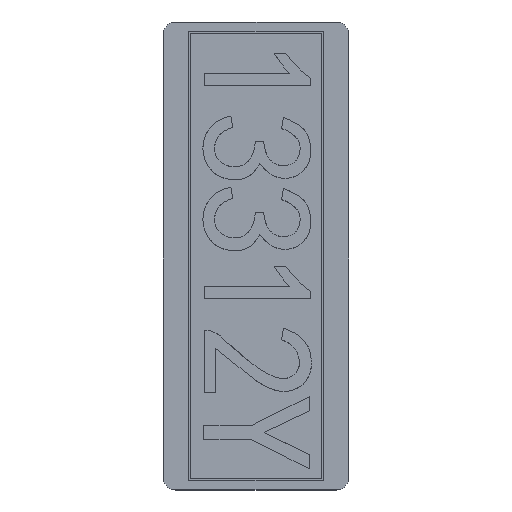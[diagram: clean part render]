
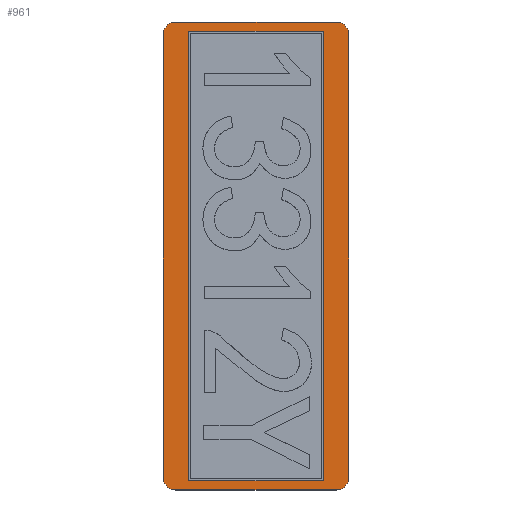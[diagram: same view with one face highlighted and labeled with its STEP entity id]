
A CAD part, top view. The second image highlights one B-rep face of the part: STEP entity #961.
In plain terms, the highlighted planar face has unit normal (0, 0, 1).
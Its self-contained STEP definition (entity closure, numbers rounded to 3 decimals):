
#105 = CARTESIAN_POINT ( 'NONE',  ( 20.22, -54.071, 3.86 ) ) ;
#201 = CARTESIAN_POINT ( 'NONE',  ( -24.18, 54.67, 3.86 ) ) ;
#232 = LINE ( 'NONE', #2315, #1244 ) ;
#236 = VECTOR ( 'NONE', #1009, 1000. ) ;
#317 = VERTEX_POINT ( 'NONE', #1178 ) ;
#375 = DIRECTION ( 'NONE',  ( 0., -1., 0. ) ) ;
#489 = DIRECTION ( 'NONE',  ( -1., 0., 0. ) ) ;
#517 = VERTEX_POINT ( 'NONE', #1686 ) ;
#565 = VERTEX_POINT ( 'NONE', #846 ) ;
#600 = FACE_OUTER_BOUND ( 'NONE', #695, .T. ) ;
#604 = CIRCLE ( 'NONE', #746, 3. ) ;
#695 = EDGE_LOOP ( 'NONE', ( #3295, #1878, #2709, #1188, #2914, #3539, #4065, #3771 ) ) ;
#702 = DIRECTION ( 'NONE',  ( -1., 0., 0. ) ) ;
#745 = EDGE_CURVE ( 'NONE', #1294, #517, #2436, .T. ) ;
#746 = AXIS2_PLACEMENT_3D ( 'NONE', #3472, #1893, #2178 ) ;
#750 = DIRECTION ( 'NONE',  ( 0., 0., 1. ) ) ;
#779 = ORIENTED_EDGE ( 'NONE', *, *, #1219, .F. ) ;
#846 = CARTESIAN_POINT ( 'NONE',  ( 17.22, -51.83, 3.86 ) ) ;
#929 = DIRECTION ( 'NONE',  ( 0., 0., 1. ) ) ;
#942 = ORIENTED_EDGE ( 'NONE', *, *, #2387, .F. ) ;
#959 = VERTEX_POINT ( 'NONE', #2482 ) ;
#961 = ADVANCED_FACE ( 'NONE', ( #3434, #600 ), #1875, .F. ) ;
#1007 = CARTESIAN_POINT ( 'NONE',  ( -24.18, -51.83, 3.86 ) ) ;
#1009 = DIRECTION ( 'NONE',  ( 0., 1., 0. ) ) ;
#1120 = CIRCLE ( 'NONE', #1647, 3. ) ;
#1143 = CARTESIAN_POINT ( 'NONE',  ( -17.78, -51.071, 3.86 ) ) ;
#1173 = LINE ( 'NONE', #2054, #2192 ) ;
#1178 = CARTESIAN_POINT ( 'NONE',  ( -20.78, 53.911, 3.86 ) ) ;
#1188 = ORIENTED_EDGE ( 'NONE', *, *, #2665, .T. ) ;
#1219 = EDGE_CURVE ( 'NONE', #565, #1485, #1382, .T. ) ;
#1244 = VECTOR ( 'NONE', #3701, 1000. ) ;
#1294 = VERTEX_POINT ( 'NONE', #105 ) ;
#1348 = LINE ( 'NONE', #2326, #1652 ) ;
#1382 = LINE ( 'NONE', #1649, #236 ) ;
#1386 = LINE ( 'NONE', #2598, #2069 ) ;
#1430 = EDGE_CURVE ( 'NONE', #1543, #2239, #3029, .T. ) ;
#1434 = CARTESIAN_POINT ( 'NONE',  ( -17.78, -54.071, 3.86 ) ) ;
#1475 = EDGE_CURVE ( 'NONE', #2657, #2776, #1120, .T. ) ;
#1485 = VERTEX_POINT ( 'NONE', #2725 ) ;
#1522 = CIRCLE ( 'NONE', #2895, 3. ) ;
#1543 = VERTEX_POINT ( 'NONE', #3784 ) ;
#1588 = EDGE_LOOP ( 'NONE', ( #942, #2531, #2185, #779 ) ) ;
#1647 = AXIS2_PLACEMENT_3D ( 'NONE', #1143, #2402, #3660 ) ;
#1649 = CARTESIAN_POINT ( 'NONE',  ( 17.22, -49.38, 3.86 ) ) ;
#1652 = VECTOR ( 'NONE', #3263, 1000. ) ;
#1671 = LINE ( 'NONE', #1007, #2572 ) ;
#1686 = CARTESIAN_POINT ( 'NONE',  ( 23.22, -51.071, 3.86 ) ) ;
#1762 = CARTESIAN_POINT ( 'NONE',  ( -14.78, 54.67, 3.86 ) ) ;
#1824 = VERTEX_POINT ( 'NONE', #1762 ) ;
#1875 = PLANE ( 'NONE',  #3401 ) ;
#1878 = ORIENTED_EDGE ( 'NONE', *, *, #3449, .T. ) ;
#1893 = DIRECTION ( 'NONE',  ( 0., 0., 1. ) ) ;
#1951 = CARTESIAN_POINT ( 'NONE',  ( -17.78, 53.911, 3.86 ) ) ;
#1993 = CARTESIAN_POINT ( 'NONE',  ( -14.78, -51.83, 3.86 ) ) ;
#2054 = CARTESIAN_POINT ( 'NONE',  ( -20.78, 56.911, 3.86 ) ) ;
#2069 = VECTOR ( 'NONE', #3842, 1000. ) ;
#2083 = EDGE_CURVE ( 'NONE', #1485, #1824, #2715, .T. ) ;
#2178 = DIRECTION ( 'NONE',  ( -1., 0., 0. ) ) ;
#2185 = ORIENTED_EDGE ( 'NONE', *, *, #2083, .F. ) ;
#2190 = DIRECTION ( 'NONE',  ( -1., 0., 0. ) ) ;
#2192 = VECTOR ( 'NONE', #3678, 1000. ) ;
#2217 = CARTESIAN_POINT ( 'NONE',  ( -24.18, -49.38, 3.86 ) ) ;
#2239 = VERTEX_POINT ( 'NONE', #3859 ) ;
#2246 = AXIS2_PLACEMENT_3D ( 'NONE', #3762, #929, #2190 ) ;
#2315 = CARTESIAN_POINT ( 'NONE',  ( -20.78, -54.071, 3.86 ) ) ;
#2326 = CARTESIAN_POINT ( 'NONE',  ( 23.22, 56.911, 3.86 ) ) ;
#2365 = CARTESIAN_POINT ( 'NONE',  ( -20.78, 56.911, 3.86 ) ) ;
#2387 = EDGE_CURVE ( 'NONE', #2747, #565, #1671, .T. ) ;
#2402 = DIRECTION ( 'NONE',  ( 0., 0., 1. ) ) ;
#2436 = CIRCLE ( 'NONE', #2246, 3. ) ;
#2437 = VECTOR ( 'NONE', #489, 1000. ) ;
#2482 = CARTESIAN_POINT ( 'NONE',  ( 23.22, 53.911, 3.86 ) ) ;
#2531 = ORIENTED_EDGE ( 'NONE', *, *, #3929, .F. ) ;
#2572 = VECTOR ( 'NONE', #2876, 1000. ) ;
#2598 = CARTESIAN_POINT ( 'NONE',  ( -14.78, -49.38, 3.86 ) ) ;
#2657 = VERTEX_POINT ( 'NONE', #3240 ) ;
#2665 = EDGE_CURVE ( 'NONE', #2239, #317, #1522, .T. ) ;
#2685 = EDGE_CURVE ( 'NONE', #517, #959, #1348, .T. ) ;
#2709 = ORIENTED_EDGE ( 'NONE', *, *, #1430, .T. ) ;
#2715 = LINE ( 'NONE', #201, #2437 ) ;
#2725 = CARTESIAN_POINT ( 'NONE',  ( 17.22, 54.67, 3.86 ) ) ;
#2747 = VERTEX_POINT ( 'NONE', #1993 ) ;
#2776 = VERTEX_POINT ( 'NONE', #1434 ) ;
#2876 = DIRECTION ( 'NONE',  ( 1., 0., 0. ) ) ;
#2895 = AXIS2_PLACEMENT_3D ( 'NONE', #1951, #750, #702 ) ;
#2909 = DIRECTION ( 'NONE',  ( 0., 0., -1. ) ) ;
#2914 = ORIENTED_EDGE ( 'NONE', *, *, #3544, .T. ) ;
#3007 = DIRECTION ( 'NONE',  ( -1., 0., 0. ) ) ;
#3029 = LINE ( 'NONE', #2365, #3348 ) ;
#3240 = CARTESIAN_POINT ( 'NONE',  ( -20.78, -51.071, 3.86 ) ) ;
#3263 = DIRECTION ( 'NONE',  ( 0., 1., 0. ) ) ;
#3295 = ORIENTED_EDGE ( 'NONE', *, *, #2685, .T. ) ;
#3348 = VECTOR ( 'NONE', #3007, 1000. ) ;
#3395 = EDGE_CURVE ( 'NONE', #2776, #1294, #232, .T. ) ;
#3401 = AXIS2_PLACEMENT_3D ( 'NONE', #2217, #2909, #375 ) ;
#3434 = FACE_BOUND ( 'NONE', #1588, .T. ) ;
#3449 = EDGE_CURVE ( 'NONE', #959, #1543, #604, .T. ) ;
#3472 = CARTESIAN_POINT ( 'NONE',  ( 20.22, 53.911, 3.86 ) ) ;
#3539 = ORIENTED_EDGE ( 'NONE', *, *, #1475, .T. ) ;
#3544 = EDGE_CURVE ( 'NONE', #317, #2657, #1173, .T. ) ;
#3660 = DIRECTION ( 'NONE',  ( -1., 0., 0. ) ) ;
#3678 = DIRECTION ( 'NONE',  ( 0., -1., 0. ) ) ;
#3701 = DIRECTION ( 'NONE',  ( 1., 0., 0. ) ) ;
#3762 = CARTESIAN_POINT ( 'NONE',  ( 20.22, -51.071, 3.86 ) ) ;
#3771 = ORIENTED_EDGE ( 'NONE', *, *, #745, .T. ) ;
#3784 = CARTESIAN_POINT ( 'NONE',  ( 20.22, 56.911, 3.86 ) ) ;
#3842 = DIRECTION ( 'NONE',  ( 0., -1., 0. ) ) ;
#3859 = CARTESIAN_POINT ( 'NONE',  ( -17.78, 56.911, 3.86 ) ) ;
#3929 = EDGE_CURVE ( 'NONE', #1824, #2747, #1386, .T. ) ;
#4065 = ORIENTED_EDGE ( 'NONE', *, *, #3395, .T. ) ;
